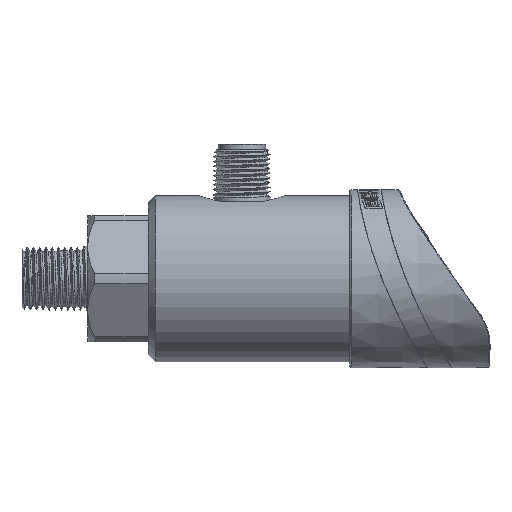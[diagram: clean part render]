
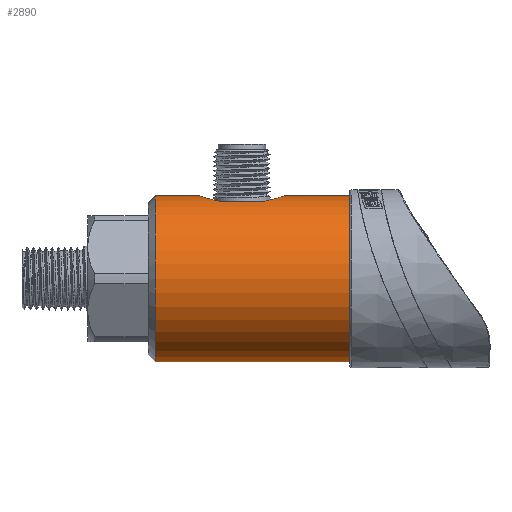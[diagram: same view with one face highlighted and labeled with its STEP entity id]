
A CAD part, left-side view. The second image highlights one B-rep face of the part: STEP entity #2890.
In plain terms, the highlighted cylindrical face has radius 17.75 mm (diameter 35.5 mm), a full revolution.
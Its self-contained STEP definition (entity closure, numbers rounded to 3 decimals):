
#1080=B_SPLINE_CURVE_WITH_KNOTS('',3,(#20458,#20459,#20460,#20461,#20462,
#20463,#20464,#20465,#20466,#20467),.UNSPECIFIED.,.F.,.F.,(4,2,2,2,4),(0.,
0.25,0.5,0.75,1.),.UNSPECIFIED.);
#1081=B_SPLINE_CURVE_WITH_KNOTS('',3,(#20468,#20469,#20470,#20471,#20472,
#20473,#20474,#20475,#20476,#20477),.UNSPECIFIED.,.F.,.F.,(4,2,2,2,4),(0.,
0.25,0.5,0.75,1.),.UNSPECIFIED.);
#1082=B_SPLINE_CURVE_WITH_KNOTS('',3,(#20480,#20481,#20482,#20483,#20484,
#20485,#20486,#20487,#20488,#20489,#20490,#20491,#20492),.UNSPECIFIED.,
 .T.,.F.,(1,3,3,3,3,3,1),(-0.25,0.,0.25,0.5,0.75,1.,1.25),.UNSPECIFIED.);
#2004=CYLINDRICAL_SURFACE('',#14069,17.75);
#2230=FACE_BOUND('',#4702,.T.);
#2231=FACE_BOUND('',#4703,.T.);
#2232=FACE_BOUND('',#4704,.T.);
#2233=FACE_BOUND('',#4705,.T.);
#2515=CIRCLE('',#14067,17.75);
#2516=CIRCLE('',#14068,17.75);
#2890=ADVANCED_FACE('',(#2230,#2231,#2232,#2233),#2004,.T.);
#4702=EDGE_LOOP('',(#6164));
#4703=EDGE_LOOP('',(#6165,#6166,#6167,#6168));
#4704=EDGE_LOOP('',(#6169));
#4705=EDGE_LOOP('',(#6170));
#6164=ORIENTED_EDGE('',*,*,#10751,.T.);
#6165=ORIENTED_EDGE('',*,*,#10747,.F.);
#6166=ORIENTED_EDGE('',*,*,#10752,.T.);
#6167=ORIENTED_EDGE('',*,*,#10745,.F.);
#6168=ORIENTED_EDGE('',*,*,#10753,.T.);
#6169=ORIENTED_EDGE('',*,*,#10754,.F.);
#6170=ORIENTED_EDGE('',*,*,#10755,.T.);
#9348=VERTEX_POINT('',#20444);
#9349=VERTEX_POINT('',#20445);
#9350=VERTEX_POINT('',#20447);
#9351=VERTEX_POINT('',#20449);
#9354=VERTEX_POINT('',#20457);
#9355=VERTEX_POINT('',#20479);
#9356=VERTEX_POINT('',#20493);
#10745=EDGE_CURVE('',#9348,#9349,#12371,.T.);
#10747=EDGE_CURVE('',#9350,#9351,#12372,.T.);
#10751=EDGE_CURVE('',#9354,#9354,#2515,.T.);
#10752=EDGE_CURVE('',#9350,#9349,#1080,.T.);
#10753=EDGE_CURVE('',#9348,#9351,#1081,.T.);
#10754=EDGE_CURVE('',#9355,#9355,#2516,.T.);
#10755=EDGE_CURVE('',#9356,#9356,#1082,.T.);
#12371=LINE('',#20443,#13054);
#12372=LINE('',#20448,#13055);
#13054=VECTOR('',#15635,1.);
#13055=VECTOR('',#15638,1.);
#14067=AXIS2_PLACEMENT_3D('',#20456,#15647,#15648);
#14068=AXIS2_PLACEMENT_3D('',#20478,#15649,#15650);
#14069=AXIS2_PLACEMENT_3D('',#20494,#15651,#15652);
#15635=DIRECTION('',(0.,-1.,0.));
#15638=DIRECTION('',(0.,1.,0.));
#15647=DIRECTION('',(0.,-1.,0.));
#15648=DIRECTION('',(0.,0.,1.));
#15649=DIRECTION('',(0.,-1.,0.));
#15650=DIRECTION('',(0.,0.,1.));
#15651=DIRECTION('',(0.,-1.,0.));
#15652=DIRECTION('',(0.,0.,1.));
#20443=CARTESIAN_POINT('',(11.457,34.5,-1.5));
#20444=CARTESIAN_POINT('',(11.457,57.603,-1.5));
#20445=CARTESIAN_POINT('',(11.457,48.397,-1.5));
#20447=CARTESIAN_POINT('',(24.543,48.397,-1.5));
#20448=CARTESIAN_POINT('',(24.543,34.5,-1.5));
#20449=CARTESIAN_POINT('',(24.543,57.603,-1.5));
#20456=CARTESIAN_POINT('',(18.,71.5,-18.));
#20457=CARTESIAN_POINT('',(18.,71.5,-0.25));
#20458=CARTESIAN_POINT('',(24.543,48.397,-1.5));
#20459=CARTESIAN_POINT('',(23.936,47.117,-1.259));
#20460=CARTESIAN_POINT('',(23.073,45.984,-0.952));
#20461=CARTESIAN_POINT('',(20.844,44.291,-0.442));
#20462=CARTESIAN_POINT('',(19.434,43.753,-0.251));
#20463=CARTESIAN_POINT('',(16.588,43.747,-0.249));
#20464=CARTESIAN_POINT('',(15.176,44.28,-0.438));
#20465=CARTESIAN_POINT('',(12.935,45.974,-0.949));
#20466=CARTESIAN_POINT('',(12.06,47.125,-1.261));
#20467=CARTESIAN_POINT('',(11.457,48.397,-1.5));
#20468=CARTESIAN_POINT('',(11.457,57.603,-1.5));
#20469=CARTESIAN_POINT('',(12.064,58.883,-1.259));
#20470=CARTESIAN_POINT('',(12.927,60.016,-0.952));
#20471=CARTESIAN_POINT('',(15.156,61.709,-0.442));
#20472=CARTESIAN_POINT('',(16.566,62.247,-0.251));
#20473=CARTESIAN_POINT('',(19.412,62.253,-0.249));
#20474=CARTESIAN_POINT('',(20.824,61.72,-0.438));
#20475=CARTESIAN_POINT('',(23.065,60.026,-0.949));
#20476=CARTESIAN_POINT('',(23.94,58.875,-1.261));
#20477=CARTESIAN_POINT('',(24.543,57.603,-1.5));
#20478=CARTESIAN_POINT('',(18.,27.,-18.));
#20479=CARTESIAN_POINT('',(18.,27.,-0.25));
#20480=CARTESIAN_POINT('',(17.995,67.791,-0.25));
#20481=CARTESIAN_POINT('',(18.486,67.816,-0.25));
#20482=CARTESIAN_POINT('',(18.964,67.392,-0.276));
#20483=CARTESIAN_POINT('',(18.99,66.899,-0.278));
#20484=CARTESIAN_POINT('',(19.015,66.406,-0.279));
#20485=CARTESIAN_POINT('',(18.59,65.934,-0.253));
#20486=CARTESIAN_POINT('',(18.092,65.909,-0.25));
#20487=CARTESIAN_POINT('',(17.594,65.883,-0.248));
#20488=CARTESIAN_POINT('',(17.122,66.311,-0.272));
#20489=CARTESIAN_POINT('',(17.097,66.802,-0.273));
#20490=CARTESIAN_POINT('',(17.072,67.293,-0.274));
#20491=CARTESIAN_POINT('',(17.499,67.766,-0.25));
#20492=CARTESIAN_POINT('',(17.995,67.791,-0.25));
#20493=CARTESIAN_POINT('',(17.995,67.791,-0.25));
#20494=CARTESIAN_POINT('',(18.,34.5,-18.));
